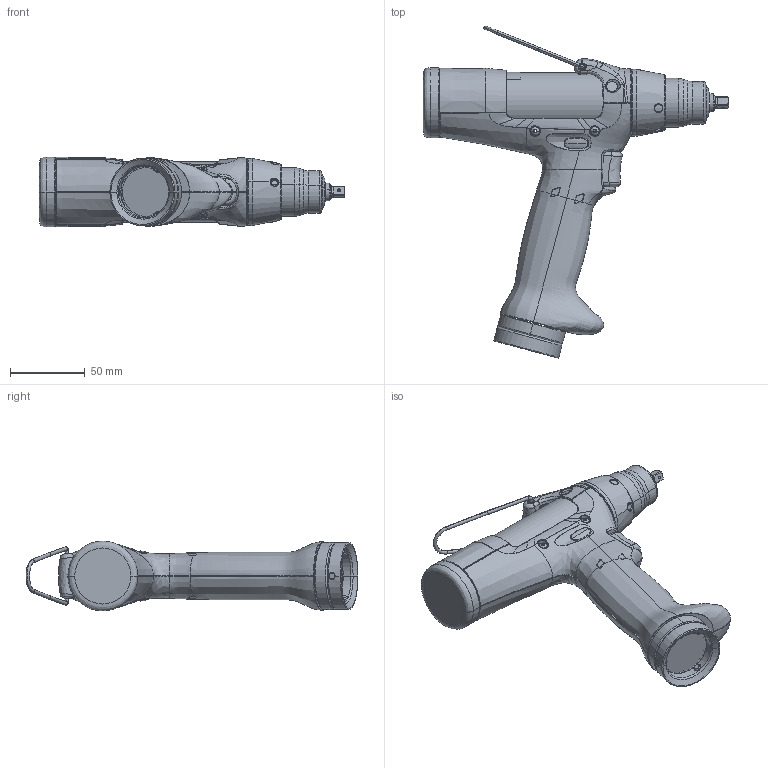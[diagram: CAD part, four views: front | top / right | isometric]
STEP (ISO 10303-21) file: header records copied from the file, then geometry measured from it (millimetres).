
FILE_DESCRIPTION((''),'2;1');
FILE_NAME('30EPN05BD2_SW0001','2018-11-27T',('A1X81'),(''),'CREO PARAMETRIC BY PTC INC, 2016050','CREO PARAMETRIC BY PTC INC, 2016050','');
FILE_SCHEMA(('CONFIG_CONTROL_DESIGN'));
Length unit declared in the file: millimetre
Products named in the file (1): 30EPN05BD2_SW0001
Bounding box: 204.48 x 222.38 x 46.75 mm (x, y, z)
Surface area: 63754.4 mm2 (no closed solid volume)
Topology: 0 solids, 57 shells, 729 faces, 2013 edges, 1307 vertices
Faces by surface type: bspline 396, cylinder 111, cone 72, plane 52, sphere 42, torus 41, extrusion 13, revolution 2
Entity records: 109287 total; most frequent: CARTESIAN_POINT 94709, ORIENTED_EDGE 3332, DIRECTION 2050, EDGE_CURVE 2004, VERTEX_POINT 1307, B_SPLINE_CURVE_WITH_KNOTS 1181, AXIS2_PLACEMENT_3D 879, EDGE_LOOP 729
